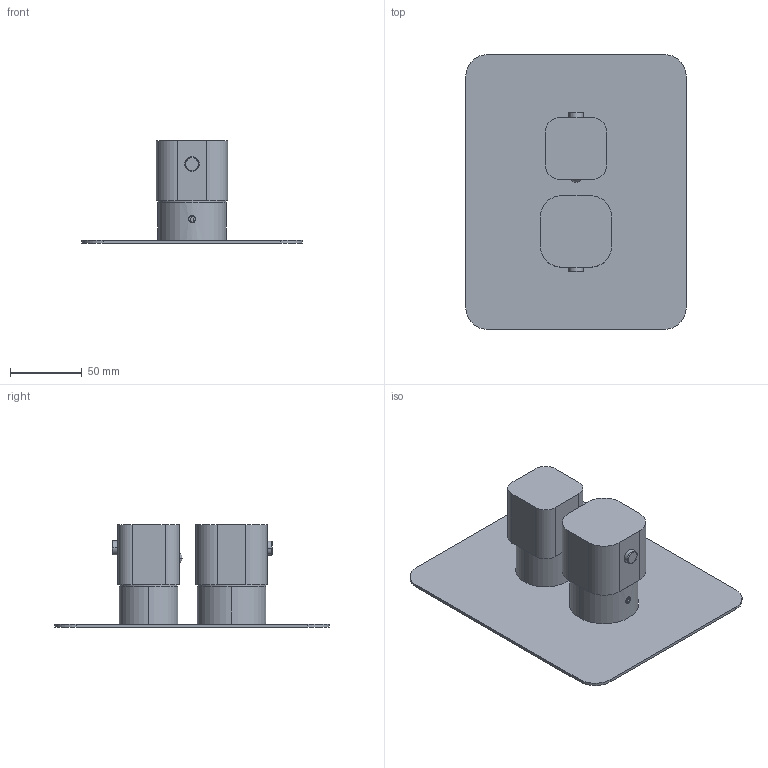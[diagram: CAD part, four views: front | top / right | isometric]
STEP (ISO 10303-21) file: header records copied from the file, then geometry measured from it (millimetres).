
FILE_DESCRIPTION((''),'2;1');
FILE_NAME('LEQBOX516CR','2021-05-04T08:15:27',('ut3'),('PAFFONI SpA'),'CREO PARAMETRIC BY PTC INC, 2020044','CREO PARAMETRIC BY PTC INC, 2020044','');
FILE_SCHEMA(('CONFIG_CONTROL_DESIGN','SHAPE_APPEARANCE_LAYERS_GROUPS'));
Products named in the file (1): LEQBOX516CR
Bounding box: 154 x 192 x 71.8 mm (x, y, z)
Volume: 222937.7 mm3; surface area: 134272.6 mm2
Topology: 6 solids, 6 shells, 1184 faces, 3133 edges, 1961 vertices
Faces by surface type: plane 486, cylinder 372, cone 215, bspline 61, torus 46, revolution 2, sphere 2
Entity records: 54843 total; most frequent: CARTESIAN_POINT 18674, ORIENTED_EDGE 6236, DIRECTION 5361, EDGE_CURVE 3118, AXIS2_PLACEMENT_3D 2046, VERTEX_POINT 1961, EDGE_LOOP 1275, VECTOR 1267
